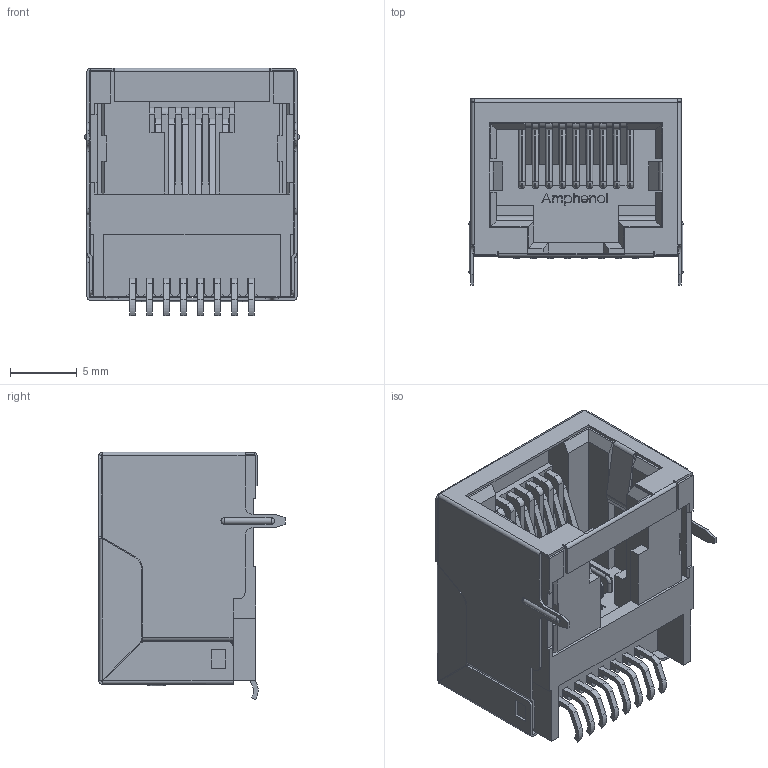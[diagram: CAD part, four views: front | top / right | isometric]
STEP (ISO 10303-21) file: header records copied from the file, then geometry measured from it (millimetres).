
FILE_DESCRIPTION (( 'STEP AP214' ), '1' );
FILE_NAME ('Amphenol RJLSE4238101T.STEP', '2016-01-09T20:35:26', ( '' ), ( '' ), 'SwSTEP 2.0', 'SolidWorks 2015', '' );
FILE_SCHEMA (( 'AUTOMOTIVE_DESIGN' ));
Length unit declared in the file: millimetre
Products named in the file (1): Amphenol RJLSE4238101T
Bounding box: 16.1 x 13.95 x 18.56 mm (x, y, z)
Volume: 1514.7 mm3; surface area: 4143.6 mm2
Topology: 1 solids, 1 shells, 1031 faces, 3043 edges, 1963 vertices
Faces by surface type: plane 730, cylinder 232, bspline 69
Entity records: 39764 total; most frequent: CARTESIAN_POINT 9024, ORIENTED_EDGE 6082, DIRECTION 5235, EDGE_CURVE 3041, LINE 2445, VECTOR 2445, VERTEX_POINT 1963, AXIS2_PLACEMENT_3D 1395
